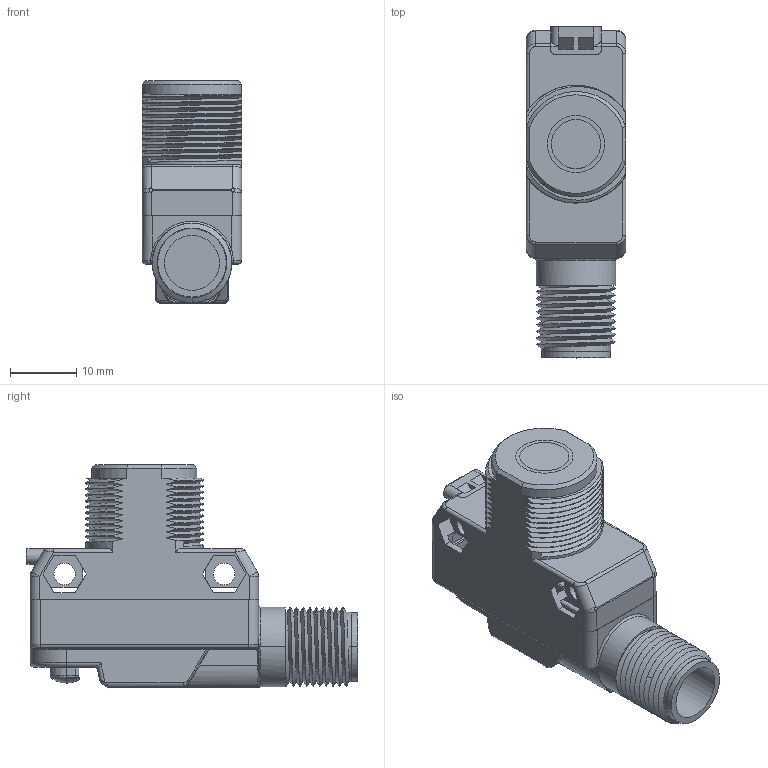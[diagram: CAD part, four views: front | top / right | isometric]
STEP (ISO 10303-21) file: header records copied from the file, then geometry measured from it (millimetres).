
FILE_DESCRIPTION((''),'2;1');
FILE_NAME('210626_ASM','2019-02-21T09:30:47',('pdmadmin'),('BANNER ENGINEERING'),'CREO PARAMETRIC BY PTC INC, 2018300','CREO PARAMETRIC BY PTC INC, 2018300','');
FILE_SCHEMA(('CONFIG_CONTROL_DESIGN'));
Products named in the file (15): 117277_AF10; 114096_GENERIC_AF0; 117278_AF0_ASM; D00058_AF0; 118619_WEM_AF0_ASM; 173796_BLACK_AF1; 123556_BUTTON_AF0; 174414_BLACK_AF1_ASM; 08427_AF0; 129250_AF70; 129248_AF70; 129249_AF57; 124519_AF0_ASM; 174897_BLACK_AF1_ASM; 210626_ASM
Assembly tree (14 placements, depth 4):
  210626_ASM
    118619_WEM_AF0_ASM
      117278_AF0_ASM
        117277_AF10
        114096_GENERIC_AF0
      D00058_AF0
    174897_BLACK_AF1_ASM
      174414_BLACK_AF1_ASM
        173796_BLACK_AF1
        123556_BUTTON_AF0
      124519_AF0_ASM
        08427_AF0
        129250_AF70
        129248_AF70
        129249_AF57
Bounding box: 15 x 50.11 x 33.6 mm (x, y, z)
Volume: 7312.4 mm3; surface area: 10971.3 mm2
Topology: 9 solids, 10 shells, 785 faces, 1942 edges, 1194 vertices
Faces by surface type: cylinder 301, plane 252, bspline 135, torus 57, cone 25, sphere 15
Entity records: 41657 total; most frequent: CARTESIAN_POINT 23516, ORIENTED_EDGE 3872, DIRECTION 3529, EDGE_CURVE 1939, AXIS2_PLACEMENT_3D 1300, VERTEX_POINT 1194, VECTOR 929, LINE 929
